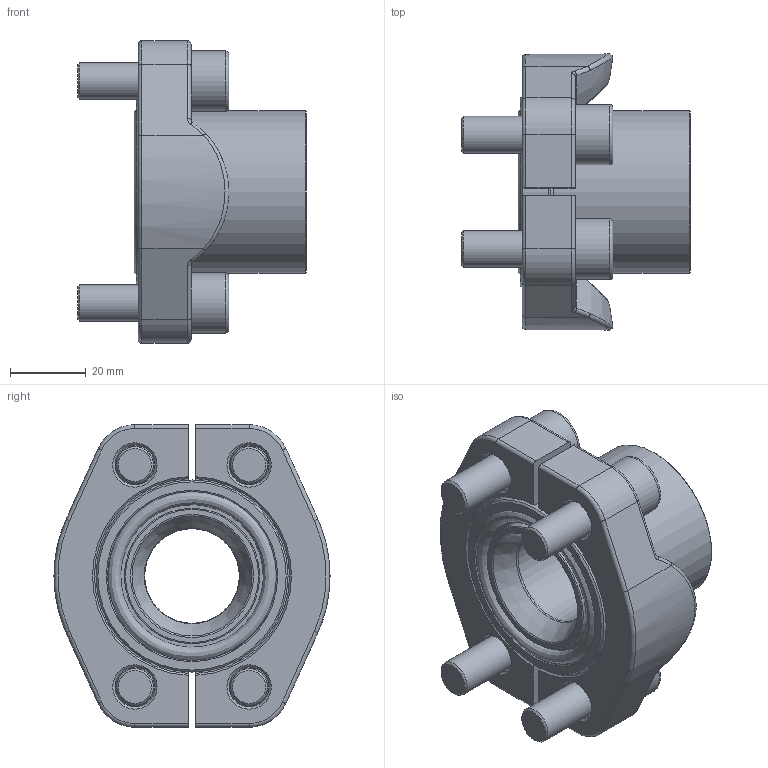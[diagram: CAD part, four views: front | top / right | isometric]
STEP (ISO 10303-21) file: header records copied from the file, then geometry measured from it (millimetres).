
FILE_DESCRIPTION(/* description */ (''),/* implementation_level */ '2;1');
FILE_NAME(/* name */ 'AFAL32-3-38.stp',/* time_stamp */ '2025-01-30T11:27:45+01:00',/* author */ (''),/* organization */ (''),/* preprocessor_version */ 'ST-DEVELOPER v16',/* originating_system */ 'SIEMENS PLM Software NX 10.0',/* authorisation */ '');
FILE_SCHEMA (('CONFIG_CONTROL_DESIGN'));
Length unit declared in the file: millimetre
Products named in the file (6): X-AFH32-3_einzel; X-O37-1_28705ID; X-M10x30I; X-AFAL32-3-38; X-AFH32-3; AFAL32-3-38
Assembly tree (9 placements, depth 3):
  AFAL32-3-38
    X-AFAL32-3-38
    X-M10x30I  x4
    X-AFH32-3
      X-AFH32-3_einzel  x2
    X-O37-1_28705ID
Bounding box: 60.5 x 73 x 80 mm (x, y, z)
Volume: 92665.1 mm3; surface area: 37722.9 mm2
Topology: 8 solids, 8 shells, 240 faces, 510 edges, 292 vertices
Faces by surface type: plane 84, cone 58, cylinder 44, torus 39, bspline 12, sphere 2, revolution 1
Full cylindrical faces by diameter (mm): 9.732 x4, 10.5 x4, 16 x4, 25 x1, 35.8 x1, 38.5 x1, 43 x1, 44.7 x1, 50.8 x1
Entity records: 3576 total; most frequent: CARTESIAN_POINT 741, DIRECTION 475, ORIENTED_EDGE 364, AXIS2_PLACEMENT_3D 211, EDGE_CURVE 182, EDGE_LOOP 144, VERTEX_POINT 124, CIRCLE 104
